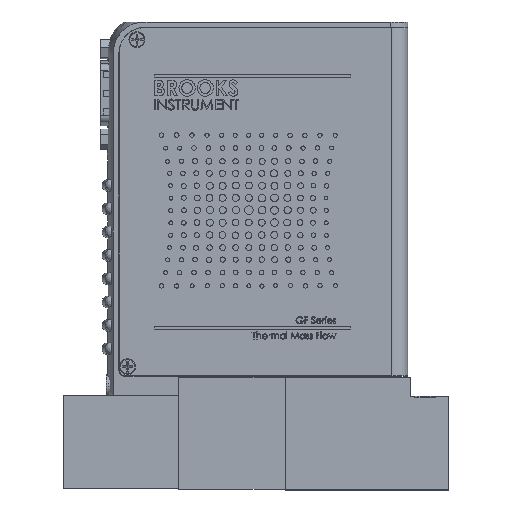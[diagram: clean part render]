
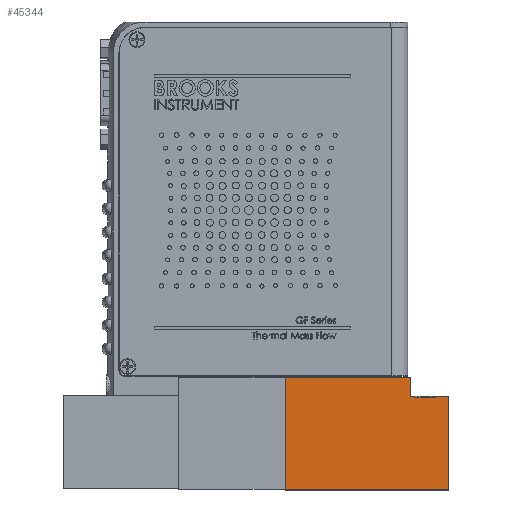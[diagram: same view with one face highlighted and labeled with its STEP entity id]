
A CAD part, top view. The second image highlights one B-rep face of the part: STEP entity #45344.
In plain terms, the highlighted planar face has unit normal (0, 0, 1).
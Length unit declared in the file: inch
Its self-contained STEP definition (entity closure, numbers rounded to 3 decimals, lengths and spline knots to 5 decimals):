
#284 = ORIENTED_EDGE ( 'NONE', *, *, #50658, .T. ) ;
#1638 = CARTESIAN_POINT ( 'NONE',  ( -0.31907, 1.076, 0.56 ) ) ;
#2561 = AXIS2_PLACEMENT_3D ( 'NONE', #45213, #6281, #51809 ) ;
#4199 = VECTOR ( 'NONE', #52679, 39.37008 ) ;
#5567 = LINE ( 'NONE', #9845, #72775 ) ;
#6281 = DIRECTION ( 'NONE',  ( 0., 0., -1. ) ) ;
#6856 = CARTESIAN_POINT ( 'NONE',  ( 1.07127, 0.859, 0.56 ) ) ;
#7030 = ORIENTED_EDGE ( 'NONE', *, *, #37712, .F. ) ;
#9845 = CARTESIAN_POINT ( 'NONE',  ( 1.29059, 0.859, 0.56 ) ) ;
#11824 = CARTESIAN_POINT ( 'NONE',  ( -0.31907, -0.131, 0.56 ) ) ;
#15502 = ORIENTED_EDGE ( 'NONE', *, *, #44758, .F. ) ;
#16372 = VERTEX_POINT ( 'NONE', #75786 ) ;
#16505 = ORIENTED_EDGE ( 'NONE', *, *, #63051, .T. ) ;
#16819 = VECTOR ( 'NONE', #55169, 39.37008 ) ;
#17374 = ORIENTED_EDGE ( 'NONE', *, *, #82281, .F. ) ;
#18341 = VERTEX_POINT ( 'NONE', #21591 ) ;
#19858 = LINE ( 'NONE', #30040, #37175 ) ;
#19909 = DIRECTION ( 'NONE',  ( 0., 1., 0. ) ) ;
#20982 = VERTEX_POINT ( 'NONE', #55780 ) ;
#21591 = CARTESIAN_POINT ( 'NONE',  ( 1.43493, 0.869, 0.56 ) ) ;
#22221 = VECTOR ( 'NONE', #48906, 39.37008 ) ;
#24099 = VECTOR ( 'NONE', #63887, 39.37008 ) ;
#25701 = CARTESIAN_POINT ( 'NONE',  ( -0.31907, 1.076, 0.56 ) ) ;
#26745 = CARTESIAN_POINT ( 'NONE',  ( 1.02593, 0.869, 0.56 ) ) ;
#27375 = LINE ( 'NONE', #65430, #40581 ) ;
#29422 = EDGE_CURVE ( 'NONE', #47399, #16372, #82022, .T. ) ;
#30040 = CARTESIAN_POINT ( 'NONE',  ( -0.31907, 0.859, 0.56 ) ) ;
#32758 = DIRECTION ( 'NONE',  ( 0., -1., 0. ) ) ;
#34263 = CARTESIAN_POINT ( 'NONE',  ( 1.43493, -0.131, 0.56 ) ) ;
#34370 = DIRECTION ( 'NONE',  ( 0., -1., 0. ) ) ;
#35109 = FACE_OUTER_BOUND ( 'NONE', #74732, .T. ) ;
#35746 = CARTESIAN_POINT ( 'NONE',  ( 1.29059, 0.859, 0.56 ) ) ;
#37175 = VECTOR ( 'NONE', #81865, 39.37008 ) ;
#37250 = ORIENTED_EDGE ( 'NONE', *, *, #75922, .T. ) ;
#37712 = EDGE_CURVE ( 'NONE', #18341, #53514, #58404, .T. ) ;
#40581 = VECTOR ( 'NONE', #19909, 39.37008 ) ;
#41126 = VECTOR ( 'NONE', #32758, 39.37008 ) ;
#42152 = ORIENTED_EDGE ( 'NONE', *, *, #69727, .F. ) ;
#43828 = ORIENTED_EDGE ( 'NONE', *, *, #77574, .T. ) ;
#44758 = EDGE_CURVE ( 'NONE', #63030, #59210, #19858, .T. ) ;
#45213 = CARTESIAN_POINT ( 'NONE',  ( -0.31907, 1.076, 0.56 ) ) ;
#45344 = ADVANCED_FACE ( 'NONE', ( #35109 ), #84286, .F. ) ;
#45405 = LINE ( 'NONE', #11824, #24099 ) ;
#46788 = VECTOR ( 'NONE', #34370, 39.37008 ) ;
#47399 = VERTEX_POINT ( 'NONE', #26745 ) ;
#48298 = CARTESIAN_POINT ( 'NONE',  ( 1.43493, 0.869, 0.56 ) ) ;
#48471 = VECTOR ( 'NONE', #60787, 39.37008 ) ;
#48906 = DIRECTION ( 'NONE',  ( 1., 0., 0. ) ) ;
#50658 = EDGE_CURVE ( 'NONE', #20982, #59210, #5567, .T. ) ;
#51809 = DIRECTION ( 'NONE',  ( -1., 0., 0. ) ) ;
#52679 = DIRECTION ( 'NONE',  ( 0., 1., 0. ) ) ;
#53514 = VERTEX_POINT ( 'NONE', #34263 ) ;
#55169 = DIRECTION ( 'NONE',  ( 1., 0., 0. ) ) ;
#55401 = DIRECTION ( 'NONE',  ( 0., -1., 0. ) ) ;
#55743 = ORIENTED_EDGE ( 'NONE', *, *, #29422, .F. ) ;
#55780 = CARTESIAN_POINT ( 'NONE',  ( 1.29059, 0.869, 0.56 ) ) ;
#57902 = CARTESIAN_POINT ( 'NONE',  ( 1.02593, 1.076, 0.56 ) ) ;
#58404 = LINE ( 'NONE', #78340, #41126 ) ;
#59210 = VERTEX_POINT ( 'NONE', #35746 ) ;
#59665 = CARTESIAN_POINT ( 'NONE',  ( -0.31907, -0.131, 0.56 ) ) ;
#60787 = DIRECTION ( 'NONE',  ( 1., 0., 0. ) ) ;
#63030 = VERTEX_POINT ( 'NONE', #6856 ) ;
#63051 = EDGE_CURVE ( 'NONE', #63030, #16372, #73445, .T. ) ;
#63887 = DIRECTION ( 'NONE',  ( 1., 0., 0. ) ) ;
#64322 = EDGE_CURVE ( 'NONE', #80076, #69227, #66150, .T. ) ;
#65430 = CARTESIAN_POINT ( 'NONE',  ( 1.02593, 0.869, 0.56 ) ) ;
#65442 = CARTESIAN_POINT ( 'NONE',  ( 1.07127, 0.859, 0.56 ) ) ;
#66053 = VERTEX_POINT ( 'NONE', #57902 ) ;
#66150 = LINE ( 'NONE', #1638, #46788 ) ;
#67012 = CARTESIAN_POINT ( 'NONE',  ( -0.31907, 1.076, 0.56 ) ) ;
#69227 = VERTEX_POINT ( 'NONE', #59665 ) ;
#69727 = EDGE_CURVE ( 'NONE', #80076, #66053, #83090, .T. ) ;
#72775 = VECTOR ( 'NONE', #55401, 39.37008 ) ;
#73445 = LINE ( 'NONE', #65442, #4199 ) ;
#74164 = LINE ( 'NONE', #81375, #22221 ) ;
#74732 = EDGE_LOOP ( 'NONE', ( #15502, #16505, #55743, #37250, #42152, #81820, #43828, #7030, #17374, #284 ) ) ;
#75786 = CARTESIAN_POINT ( 'NONE',  ( 1.07127, 0.869, 0.56 ) ) ;
#75922 = EDGE_CURVE ( 'NONE', #47399, #66053, #27375, .T. ) ;
#77574 = EDGE_CURVE ( 'NONE', #69227, #53514, #45405, .T. ) ;
#78340 = CARTESIAN_POINT ( 'NONE',  ( 1.43493, 1.076, 0.56 ) ) ;
#80076 = VERTEX_POINT ( 'NONE', #25701 ) ;
#81375 = CARTESIAN_POINT ( 'NONE',  ( 1.43493, 0.869, 0.56 ) ) ;
#81820 = ORIENTED_EDGE ( 'NONE', *, *, #64322, .T. ) ;
#81865 = DIRECTION ( 'NONE',  ( 1., 0., 0. ) ) ;
#82022 = LINE ( 'NONE', #48298, #16819 ) ;
#82281 = EDGE_CURVE ( 'NONE', #20982, #18341, #74164, .T. ) ;
#83090 = LINE ( 'NONE', #67012, #48471 ) ;
#84286 = PLANE ( 'NONE',  #2561 ) ;
